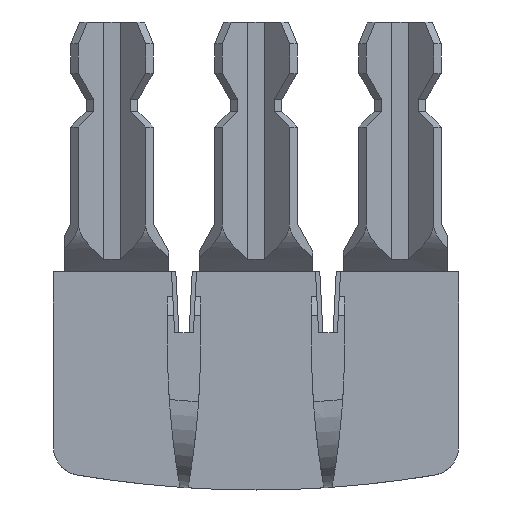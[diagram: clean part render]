
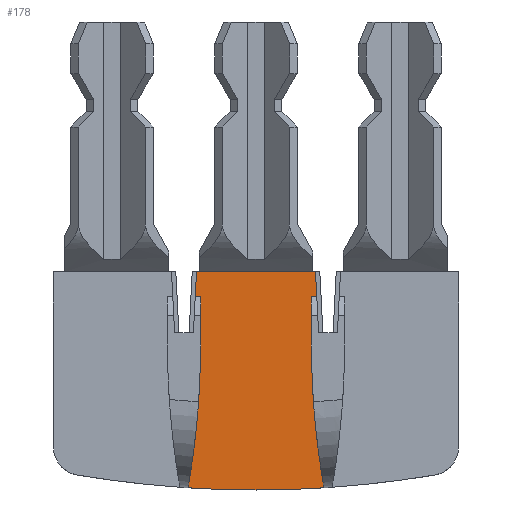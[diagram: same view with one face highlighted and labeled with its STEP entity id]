
A CAD part, top view. The second image highlights one B-rep face of the part: STEP entity #178.
In plain terms, the highlighted planar face has unit normal (0, 0, 1).
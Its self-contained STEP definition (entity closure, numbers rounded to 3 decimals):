
#178=ADVANCED_FACE('',(#487),#488,.F.);
#487=FACE_OUTER_BOUND('',#927,.T.);
#488=PLANE('',#928);
#927=EDGE_LOOP('',(#1541,#1542,#1543,#1544,#1545,#1546,#1547,#1548,#1549,#1550,#1551));
#928=AXIS2_PLACEMENT_3D('',#1552,#1553,#1554);
#1541=ORIENTED_EDGE('',*,*,#2931,.F.);
#1542=ORIENTED_EDGE('',*,*,#2932,.T.);
#1543=ORIENTED_EDGE('',*,*,#2933,.F.);
#1544=ORIENTED_EDGE('',*,*,#2934,.T.);
#1545=ORIENTED_EDGE('',*,*,#2935,.F.);
#1546=ORIENTED_EDGE('',*,*,#2936,.F.);
#1547=ORIENTED_EDGE('',*,*,#2937,.T.);
#1548=ORIENTED_EDGE('',*,*,#2938,.T.);
#1549=ORIENTED_EDGE('',*,*,#2891,.F.);
#1550=ORIENTED_EDGE('',*,*,#2939,.F.);
#1551=ORIENTED_EDGE('',*,*,#2940,.T.);
#1552=CARTESIAN_POINT('',(47.225,10.557,5.6));
#1553=DIRECTION('',(0.,0.,-1.0));
#1554=DIRECTION('',(-1.0,0.,0.));
#2891=EDGE_CURVE('',#3430,#3433,#3434,.T.);
#2931=EDGE_CURVE('',#3502,#3503,#3504,.T.);
#2932=EDGE_CURVE('',#3502,#3505,#3506,.T.);
#2933=EDGE_CURVE('',#3507,#3505,#3508,.T.);
#2934=EDGE_CURVE('',#3507,#3509,#3510,.T.);
#2935=EDGE_CURVE('',#3511,#3509,#3512,.T.);
#2936=EDGE_CURVE('',#3513,#3511,#3514,.T.);
#2937=EDGE_CURVE('',#3513,#3515,#3516,.T.);
#2938=EDGE_CURVE('',#3515,#3433,#3517,.T.);
#2939=EDGE_CURVE('',#3518,#3430,#3519,.T.);
#2940=EDGE_CURVE('',#3518,#3503,#3520,.T.);
#3430=VERTEX_POINT('',#4228);
#3433=VERTEX_POINT('',#4232);
#3434=CIRCLE('',#4233,150.0);
#3502=VERTEX_POINT('',#4341);
#3503=VERTEX_POINT('',#4342);
#3504=LINE('',#4343,#4344);
#3505=VERTEX_POINT('',#4345);
#3506=LINE('',#4346,#4347);
#3507=VERTEX_POINT('',#4348);
#3508=LINE('',#4349,#4350);
#3509=VERTEX_POINT('',#4351);
#3510=LINE('',#4352,#4353);
#3511=VERTEX_POINT('',#4354);
#3512=LINE('',#4355,#4356);
#3513=VERTEX_POINT('',#4357);
#3514=LINE('',#4358,#4359);
#3515=VERTEX_POINT('',#4360);
#3516=LINE('',#4361,#4362);
#3517=CIRCLE('',#4363,115.0);
#3518=VERTEX_POINT('',#4364);
#3519=CIRCLE('',#4365,150.0);
#3520=CIRCLE('',#4366,115.0);
#4228=CARTESIAN_POINT('',(28.15,-0.033,5.6));
#4232=CARTESIAN_POINT('',(18.708,0.264,5.6));
#4233=AXIS2_PLACEMENT_3D('',#6459,#6460,#6461);
#4341=CARTESIAN_POINT('',(35.85,26.757,5.6));
#4342=CARTESIAN_POINT('',(35.85,20.207,5.6));
#4343=CARTESIAN_POINT('',(35.85,140.822,5.6));
#4344=VECTOR('',#6517,1.0);
#4345=CARTESIAN_POINT('',(36.588,26.757,5.6));
#4346=CARTESIAN_POINT('',(-0.05,26.757,5.6));
#4347=VECTOR('',#6518,1.0);
#4348=CARTESIAN_POINT('',(36.405,30.257,5.6));
#4349=CARTESIAN_POINT('',(30.61,140.822,5.6));
#4350=VECTOR('',#6519,1.0);
#4351=CARTESIAN_POINT('',(19.895,30.257,5.6));
#4352=CARTESIAN_POINT('',(-0.05,30.257,5.6));
#4353=VECTOR('',#6520,1.0);
#4354=CARTESIAN_POINT('',(19.712,26.757,5.6));
#4355=CARTESIAN_POINT('',(25.69,140.822,5.6));
#4356=VECTOR('',#6521,1.0);
#4357=CARTESIAN_POINT('',(20.45,26.757,5.6));
#4358=CARTESIAN_POINT('',(-0.05,26.757,5.6));
#4359=VECTOR('',#6522,1.0);
#4360=CARTESIAN_POINT('',(20.45,20.207,5.6));
#4361=CARTESIAN_POINT('',(20.45,140.822,5.6));
#4362=VECTOR('',#6523,1.0);
#4363=AXIS2_PLACEMENT_3D('',#6524,#6525,#6526);
#4364=CARTESIAN_POINT('',(37.592,0.264,5.6));
#4365=AXIS2_PLACEMENT_3D('',#6527,#6528,#6529);
#4366=AXIS2_PLACEMENT_3D('',#6530,#6531,#6532);
#6459=CARTESIAN_POINT('',(28.15,149.967,5.6));
#6460=DIRECTION('',(0.,0.,-1.0));
#6461=DIRECTION('',(0.,1.0,0.));
#6517=DIRECTION('',(0.,-1.0,0.));
#6518=DIRECTION('',(1.0,0.,0.));
#6519=DIRECTION('',(0.052,-0.999,0.));
#6520=DIRECTION('',(-1.0,0.,0.));
#6521=DIRECTION('',(0.052,0.999,0.));
#6522=DIRECTION('',(-1.0,0.,0.));
#6523=DIRECTION('',(0.,-1.0,0.));
#6524=CARTESIAN_POINT('',(-94.55,20.207,5.6));
#6525=DIRECTION('',(0.,0.,-1.0));
#6526=DIRECTION('',(-1.0,0.,0.));
#6527=CARTESIAN_POINT('',(28.15,149.967,5.6));
#6528=DIRECTION('',(0.,0.,-1.0));
#6529=DIRECTION('',(0.,1.0,0.));
#6530=CARTESIAN_POINT('',(150.85,20.207,5.6));
#6531=DIRECTION('',(0.,0.,-1.0));
#6532=DIRECTION('',(0.,1.0,0.));
